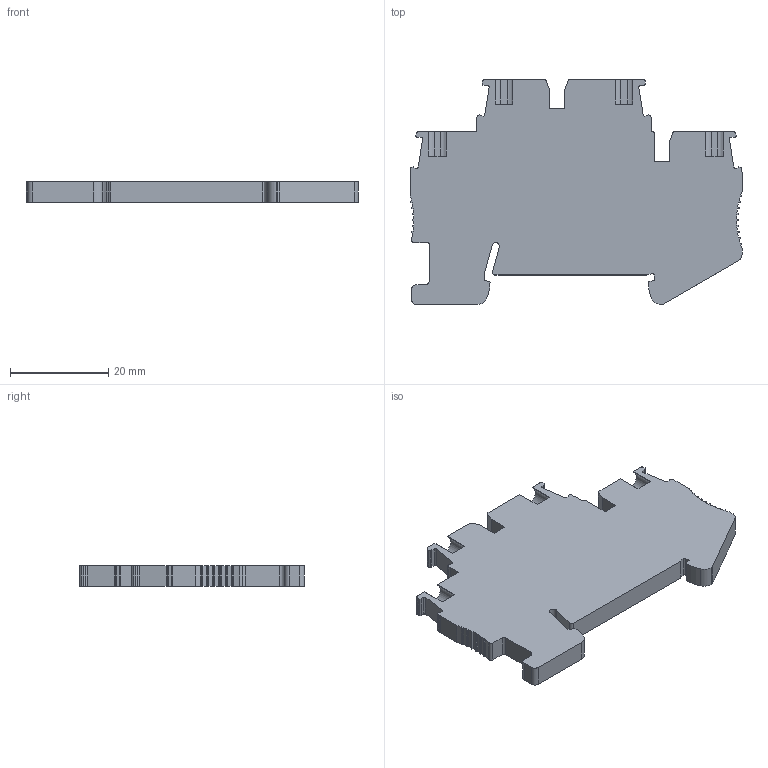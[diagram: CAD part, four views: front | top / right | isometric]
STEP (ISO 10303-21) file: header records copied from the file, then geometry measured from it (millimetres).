
FILE_DESCRIPTION((''),'2;1');
FILE_NAME('UJ5-1_5_2-2','2021-11-17T',('Administrator'),(''),'PRO/ENGINEER BY PARAMETRIC TECHNOLOGY CORPORATION, 2013230','PRO/ENGINEER BY PARAMETRIC TECHNOLOGY CORPORATION, 2013230','');
FILE_SCHEMA(('AUTOMOTIVE_DESIGN { 1 0 10303 214 1 1 1 1 }'));
Length unit declared in the file: millimetre
Products named in the file (1): UJ5-1_5_2-2
Bounding box: 67.6 x 45.8 x 4.2 mm (x, y, z)
Volume: 9225.8 mm3; surface area: 6247.1 mm2
Topology: 1 solids, 1 shells, 235 faces, 752 edges, 524 vertices
Faces by surface type: plane 151, cylinder 84
Entity records: 8518 total; most frequent: CARTESIAN_POINT 1529, ORIENTED_EDGE 1504, DIRECTION 1450, EDGE_CURVE 752, VERTEX_POINT 524, VECTOR 516, LINE 516, AXIS2_PLACEMENT_3D 467
